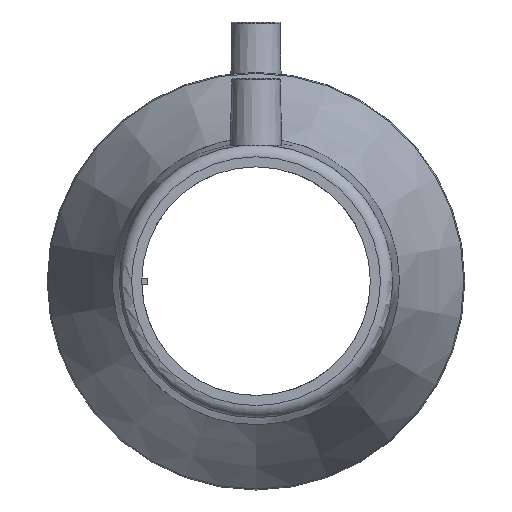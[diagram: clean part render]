
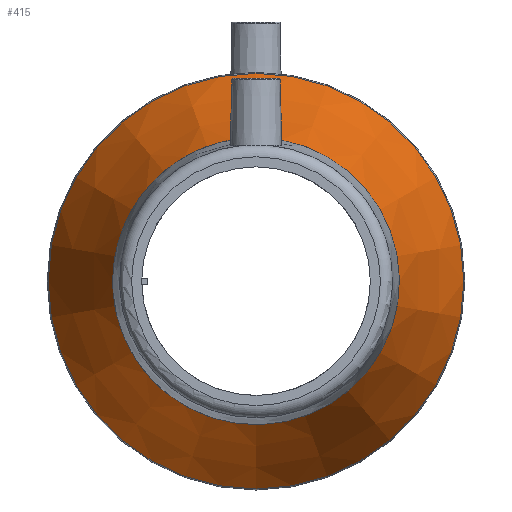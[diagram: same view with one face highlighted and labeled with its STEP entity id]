
A CAD part, left-side view. The second image highlights one B-rep face of the part: STEP entity #415.
In plain terms, the highlighted conical face has half-angle 23.691 degrees and reference radius 68.5 mm.
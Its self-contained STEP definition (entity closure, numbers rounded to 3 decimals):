
#76=CIRCLE('',#471,47.);
#77=CIRCLE('',#472,68.163);
#110=ORIENTED_EDGE('',*,*,#197,.F.);
#111=ORIENTED_EDGE('',*,*,#198,.T.);
#197=EDGE_CURVE('',#241,#241,#76,.T.);
#198=EDGE_CURVE('',#242,#242,#77,.T.);
#241=VERTEX_POINT('',#722);
#242=VERTEX_POINT('',#724);
#282=EDGE_LOOP('',(#110));
#283=EDGE_LOOP('',(#111));
#348=FACE_BOUND('',#282,.T.);
#349=FACE_BOUND('',#283,.T.);
#407=CONICAL_SURFACE('',#470,68.5,0.413);
#415=ADVANCED_FACE('',(#348,#349),#407,.T.);
#470=AXIS2_PLACEMENT_3D('',#720,#548,#549);
#471=AXIS2_PLACEMENT_3D('',#721,#550,#551);
#472=AXIS2_PLACEMENT_3D('',#723,#552,#553);
#548=DIRECTION('',(1.,0.,0.));
#549=DIRECTION('',(0.,0.,-1.));
#550=DIRECTION('',(-1.,0.,0.));
#551=DIRECTION('',(0.,0.,1.));
#552=DIRECTION('',(-1.,0.,0.));
#553=DIRECTION('',(0.,0.,1.));
#720=CARTESIAN_POINT('',(24.5,0.,0.));
#721=CARTESIAN_POINT('',(-24.5,0.,0.));
#722=CARTESIAN_POINT('',(-24.5,0.,47.));
#723=CARTESIAN_POINT('',(23.732,0.,0.));
#724=CARTESIAN_POINT('',(23.732,0.,68.163));
